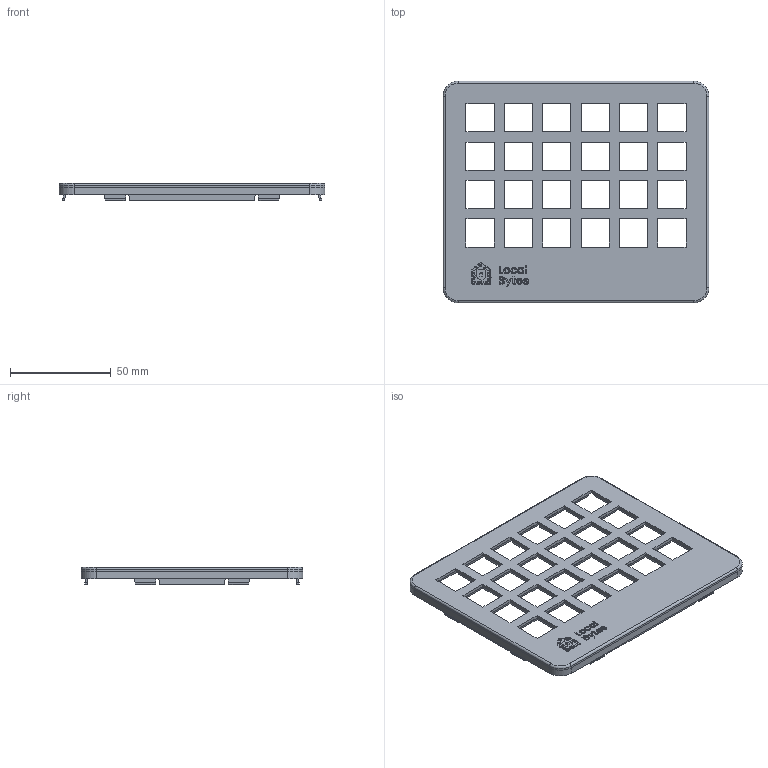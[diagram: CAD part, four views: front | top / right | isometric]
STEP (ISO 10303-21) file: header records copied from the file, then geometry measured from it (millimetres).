
FILE_DESCRIPTION(('FreeCAD Model'),'2;1');
FILE_NAME('Open CASCADE Shape Model','2024-05-20T12:48:12',(''),(''), 'Open CASCADE STEP processor 7.6','FreeCAD','Unknown');
FILE_SCHEMA(('AUTOMOTIVE_DESIGN { 1 0 10303 214 1 1 1 1 }'));
Length unit declared in the file: millimetre
Products named in the file (1): enclosure-front
Bounding box: 132 x 110 x 8.5 mm (x, y, z)
Volume: 28890 mm3; surface area: 31672.6 mm2
Topology: 1 solids, 1 shells, 1126 faces, 2874 edges, 1772 vertices
Faces by surface type: extrusion 394, plane 372, bspline 316, cylinder 20, sphere 16, torus 8
Entity records: 36088 total; most frequent: CARTESIAN_POINT 12845, ORIENTED_EDGE 5716, EDGE_CURVE 2858, DIRECTION 2818, VECTOR 1800, VERTEX_POINT 1772, B_SPLINE_CURVE_WITH_KNOTS 1690, LINE 1406
